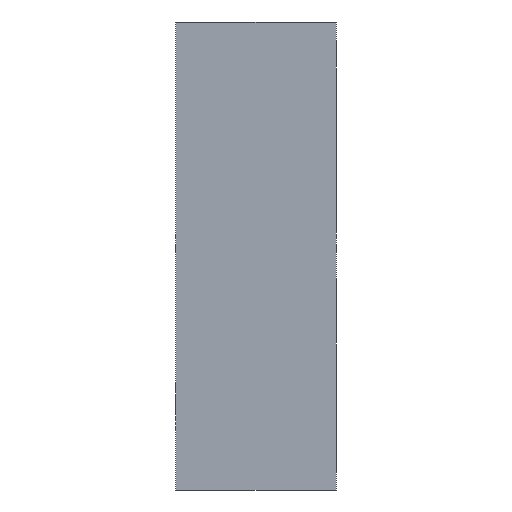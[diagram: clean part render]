
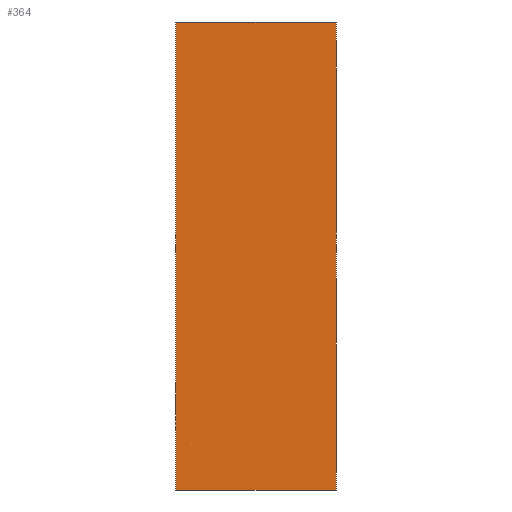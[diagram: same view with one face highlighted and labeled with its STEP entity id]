
A CAD part, left-side view. The second image highlights one B-rep face of the part: STEP entity #364.
In plain terms, the highlighted planar face has unit normal (-1, 0, 0).
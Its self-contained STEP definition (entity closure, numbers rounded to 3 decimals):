
#94 = CARTESIAN_POINT ( 'NONE',  ( -1.5, 0.86, 1.25 ) ) ;
#258 = DIRECTION ( 'NONE',  ( 0., 0., 1. ) ) ;
#364 = ADVANCED_FACE ( 'NONE', ( #3918 ), #1098, .F. ) ;
#454 = VERTEX_POINT ( 'NONE', #1160 ) ;
#764 = CARTESIAN_POINT ( 'NONE',  ( -1.5, 0.86, -1.25 ) ) ;
#955 = VECTOR ( 'NONE', #2342, 1000. ) ;
#1098 = PLANE ( 'NONE',  #3681 ) ;
#1160 = CARTESIAN_POINT ( 'NONE',  ( -1.5, 0.86, -1.25 ) ) ;
#1220 = LINE ( 'NONE', #2781, #3771 ) ;
#1390 = CARTESIAN_POINT ( 'NONE',  ( -1.5, 0., 1.25 ) ) ;
#1476 = ORIENTED_EDGE ( 'NONE', *, *, #3372, .F. ) ;
#1586 = LINE ( 'NONE', #2312, #955 ) ;
#1625 = LINE ( 'NONE', #764, #4281 ) ;
#1685 = VERTEX_POINT ( 'NONE', #94 ) ;
#1801 = DIRECTION ( 'NONE',  ( 0., 0., -1. ) ) ;
#1882 = EDGE_CURVE ( 'NONE', #1685, #2815, #1586, .T. ) ;
#1898 = ORIENTED_EDGE ( 'NONE', *, *, #4622, .T. ) ;
#1962 = VERTEX_POINT ( 'NONE', #4118 ) ;
#2158 = EDGE_LOOP ( 'NONE', ( #2832, #2657, #1476, #1898 ) ) ;
#2289 = VECTOR ( 'NONE', #3724, 1000. ) ;
#2312 = CARTESIAN_POINT ( 'NONE',  ( -1.5, 0.86, 1.25 ) ) ;
#2342 = DIRECTION ( 'NONE',  ( 0., -1., 0. ) ) ;
#2657 = ORIENTED_EDGE ( 'NONE', *, *, #1882, .F. ) ;
#2781 = CARTESIAN_POINT ( 'NONE',  ( -1.5, 0., -1.25 ) ) ;
#2815 = VERTEX_POINT ( 'NONE', #1390 ) ;
#2832 = ORIENTED_EDGE ( 'NONE', *, *, #4265, .T. ) ;
#2888 = CARTESIAN_POINT ( 'NONE',  ( -1.5, 0.86, -1.25 ) ) ;
#3241 = DIRECTION ( 'NONE',  ( 0., 0., 1. ) ) ;
#3258 = LINE ( 'NONE', #3705, #2289 ) ;
#3372 = EDGE_CURVE ( 'NONE', #454, #1685, #1625, .T. ) ;
#3681 = AXIS2_PLACEMENT_3D ( 'NONE', #2888, #3897, #1801 ) ;
#3705 = CARTESIAN_POINT ( 'NONE',  ( -1.5, 0.86, -1.25 ) ) ;
#3724 = DIRECTION ( 'NONE',  ( 0., -1., 0. ) ) ;
#3771 = VECTOR ( 'NONE', #258, 1000. ) ;
#3897 = DIRECTION ( 'NONE',  ( 1., 0., 0. ) ) ;
#3918 = FACE_OUTER_BOUND ( 'NONE', #2158, .T. ) ;
#4118 = CARTESIAN_POINT ( 'NONE',  ( -1.5, 0., -1.25 ) ) ;
#4265 = EDGE_CURVE ( 'NONE', #1962, #2815, #1220, .T. ) ;
#4281 = VECTOR ( 'NONE', #3241, 1000. ) ;
#4622 = EDGE_CURVE ( 'NONE', #454, #1962, #3258, .T. ) ;
